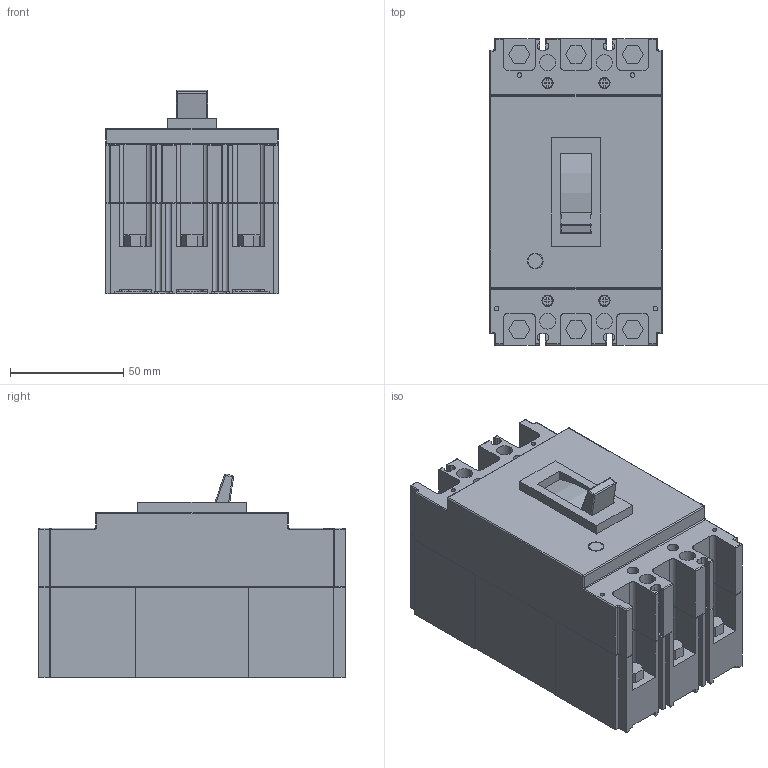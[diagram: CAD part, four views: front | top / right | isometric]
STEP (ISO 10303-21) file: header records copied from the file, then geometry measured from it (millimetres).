
FILE_DESCRIPTION (( 'STEP AP203' ), '1' );
FILE_NAME ('Âûêëþ÷àòåëü àâòîìàòè÷åñêèé ÂÀ-99Ì 63 63À.STEP', '2016-10-27T11:22:17', ( 'kuryshev' ), ( '' ), 'SwSTEP 2.0', 'SolidWorks 2010', '' );
FILE_SCHEMA (( 'CONFIG_CONTROL_DESIGN' ));
Length unit declared in the file: millimetre
Products named in the file (1): Âûêëþ÷àòåëü àâòîìàòè÷åñêèé ÂÀ-99Ì 63 63À
Bounding box: 76 x 135 x 89.9 mm (x, y, z)
Volume: 638921.7 mm3; surface area: 82036.6 mm2
Topology: 1 solids, 1 shells, 696 faces, 1895 edges, 1236 vertices
Faces by surface type: plane 486, cylinder 194, sphere 9, torus 7
Entity records: 21802 total; most frequent: CARTESIAN_POINT 3857, ORIENTED_EDGE 3774, DIRECTION 3658, EDGE_CURVE 1887, VECTOR 1484, LINE 1484, VERTEX_POINT 1234, AXIS2_PLACEMENT_3D 1087
